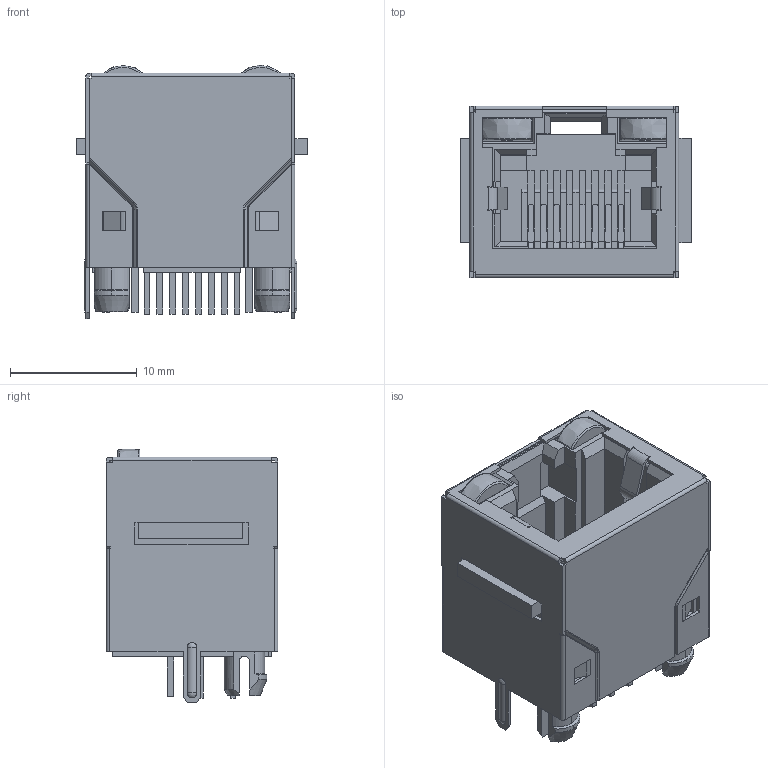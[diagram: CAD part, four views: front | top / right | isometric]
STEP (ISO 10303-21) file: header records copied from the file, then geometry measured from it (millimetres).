
FILE_DESCRIPTION(('FreeCAD Model'),'2;1');
FILE_NAME('M-RJHSE-3381-A1-REVT1.step','2018-05-14T11:12:30',('kicad StepUp'),( 'ksu MCAD'),'Open CASCADE STEP processor 6.8','FreeCAD','Unknown');
FILE_SCHEMA(('AUTOMOTIVE_DESIGN_CC2 { 1 2 10303 214 -1 1 5 4 }'));
Length unit declared in the file: millimetre
Products named in the file (1): M-RJHSE-3381-A1-REVT1
Bounding box: 18.29 x 13.56 x 20.06 mm (x, y, z)
Volume: 2011 mm3; surface area: 4657.1 mm2
Topology: 1 solids, 1 shells, 1278 faces, 3843 edges, 2476 vertices
Faces by surface type: plane 894, cylinder 309, bspline 61, cone 14
Entity records: 53443 total; most frequent: CARTESIAN_POINT 10176, ORIENTED_EDGE 7630, DIRECTION 6714, EDGE_CURVE 3815, LINE 2990, VECTOR 2990, VERTEX_POINT 2476, AXIS2_PLACEMENT_3D 1862
